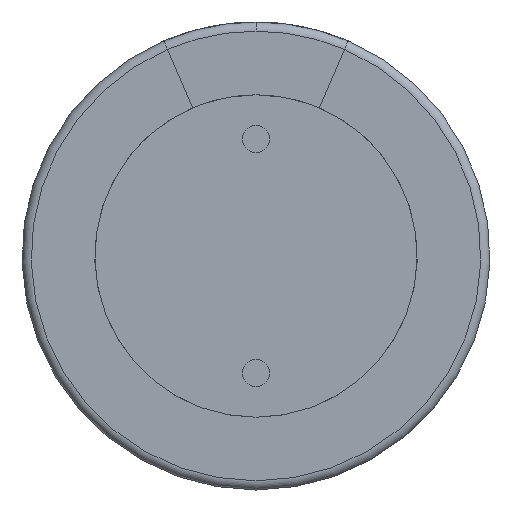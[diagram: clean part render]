
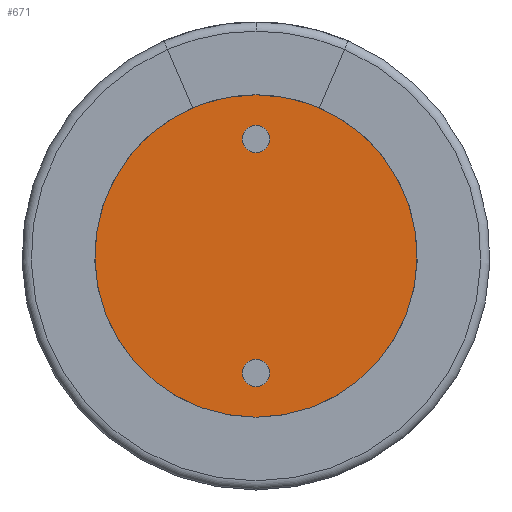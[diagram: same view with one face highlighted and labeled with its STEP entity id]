
A CAD part, front view. The second image highlights one B-rep face of the part: STEP entity #671.
In plain terms, the highlighted planar face has unit normal (0, -1, 0).
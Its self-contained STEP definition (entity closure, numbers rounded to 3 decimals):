
#159 = EDGE_CURVE ( 'NONE', #1696, #1369, #2104, .T. ) ;
#169 = DIRECTION ( 'NONE',  ( 0., -1., 0. ) ) ;
#190 = PLANE ( 'NONE',  #1201 ) ;
#299 = AXIS2_PLACEMENT_3D ( 'NONE', #1776, #169, #2040 ) ;
#385 = ORIENTED_EDGE ( 'NONE', *, *, #1949, .T. ) ;
#513 = VERTEX_POINT ( 'NONE', #3085 ) ;
#638 = CARTESIAN_POINT ( 'NONE',  ( 0., 0.6, 2.54 ) ) ;
#671 = ADVANCED_FACE ( 'NONE', ( #2096, #748, #1458 ), #190, .T. ) ;
#748 = FACE_OUTER_BOUND ( 'NONE', #1951, .T. ) ;
#807 = DIRECTION ( 'NONE',  ( 0., -1., 0. ) ) ;
#900 = DIRECTION ( 'NONE',  ( 0., 0., -1. ) ) ;
#930 = ORIENTED_EDGE ( 'NONE', *, *, #159, .F. ) ;
#999 = CARTESIAN_POINT ( 'NONE',  ( 0., 0.6, -2.54 ) ) ;
#1079 = CARTESIAN_POINT ( 'NONE',  ( 0., 0.6, 0. ) ) ;
#1096 = VERTEX_POINT ( 'NONE', #1222 ) ;
#1101 = EDGE_CURVE ( 'NONE', #1096, #2889, #3201, .T. ) ;
#1201 = AXIS2_PLACEMENT_3D ( 'NONE', #3156, #1530, #3418 ) ;
#1222 = CARTESIAN_POINT ( 'NONE',  ( 0., 0.6, 2.84 ) ) ;
#1249 = CIRCLE ( 'NONE', #3248, 3.5 ) ;
#1272 = DIRECTION ( 'NONE',  ( 0., 0., -1. ) ) ;
#1353 = DIRECTION ( 'NONE',  ( 0., 0., -1. ) ) ;
#1369 = VERTEX_POINT ( 'NONE', #2511 ) ;
#1458 = FACE_BOUND ( 'NONE', #3476, .T. ) ;
#1488 = CARTESIAN_POINT ( 'NONE',  ( 0., 0.6, -2.54 ) ) ;
#1530 = DIRECTION ( 'NONE',  ( 0., -1., 0. ) ) ;
#1546 = CARTESIAN_POINT ( 'NONE',  ( 0., 0.6, 2.24 ) ) ;
#1584 = ORIENTED_EDGE ( 'NONE', *, *, #2241, .F. ) ;
#1627 = ORIENTED_EDGE ( 'NONE', *, *, #1755, .F. ) ;
#1696 = VERTEX_POINT ( 'NONE', #2662 ) ;
#1755 = EDGE_CURVE ( 'NONE', #1369, #1696, #3038, .T. ) ;
#1767 = DIRECTION ( 'NONE',  ( 0., 0., -1. ) ) ;
#1776 = CARTESIAN_POINT ( 'NONE',  ( 0., 0.6, 2.54 ) ) ;
#1791 = EDGE_LOOP ( 'NONE', ( #1838, #1584 ) ) ;
#1838 = ORIENTED_EDGE ( 'NONE', *, *, #1101, .F. ) ;
#1839 = CIRCLE ( 'NONE', #2072, 0.3 ) ;
#1918 = VERTEX_POINT ( 'NONE', #2149 ) ;
#1949 = EDGE_CURVE ( 'NONE', #513, #1918, #2178, .T. ) ;
#1951 = EDGE_LOOP ( 'NONE', ( #2078, #385 ) ) ;
#2040 = DIRECTION ( 'NONE',  ( 0., 0., -1. ) ) ;
#2072 = AXIS2_PLACEMENT_3D ( 'NONE', #638, #2522, #900 ) ;
#2078 = ORIENTED_EDGE ( 'NONE', *, *, #3280, .T. ) ;
#2096 = FACE_BOUND ( 'NONE', #1791, .T. ) ;
#2104 = CIRCLE ( 'NONE', #2777, 0.3 ) ;
#2149 = CARTESIAN_POINT ( 'NONE',  ( 0., 0.6, -3.5 ) ) ;
#2178 = CIRCLE ( 'NONE', #2747, 3.5 ) ;
#2241 = EDGE_CURVE ( 'NONE', #2889, #1096, #1839, .T. ) ;
#2268 = AXIS2_PLACEMENT_3D ( 'NONE', #999, #2893, #1272 ) ;
#2422 = CARTESIAN_POINT ( 'NONE',  ( 0., 0.6, 0. ) ) ;
#2511 = CARTESIAN_POINT ( 'NONE',  ( 0., 0.6, -2.24 ) ) ;
#2522 = DIRECTION ( 'NONE',  ( 0., -1., 0. ) ) ;
#2662 = CARTESIAN_POINT ( 'NONE',  ( 0., 0.6, -2.84 ) ) ;
#2702 = DIRECTION ( 'NONE',  ( 0., 0., -1. ) ) ;
#2747 = AXIS2_PLACEMENT_3D ( 'NONE', #2422, #807, #2702 ) ;
#2777 = AXIS2_PLACEMENT_3D ( 'NONE', #1488, #3374, #1767 ) ;
#2889 = VERTEX_POINT ( 'NONE', #1546 ) ;
#2893 = DIRECTION ( 'NONE',  ( 0., -1., 0. ) ) ;
#2981 = DIRECTION ( 'NONE',  ( 0., -1., 0. ) ) ;
#3038 = CIRCLE ( 'NONE', #2268, 0.3 ) ;
#3085 = CARTESIAN_POINT ( 'NONE',  ( 0., 0.6, 3.5 ) ) ;
#3156 = CARTESIAN_POINT ( 'NONE',  ( 0., 0.6, 0. ) ) ;
#3201 = CIRCLE ( 'NONE', #299, 0.3 ) ;
#3248 = AXIS2_PLACEMENT_3D ( 'NONE', #1079, #2981, #1353 ) ;
#3280 = EDGE_CURVE ( 'NONE', #1918, #513, #1249, .T. ) ;
#3374 = DIRECTION ( 'NONE',  ( 0., -1., 0. ) ) ;
#3418 = DIRECTION ( 'NONE',  ( 0., 0., -1. ) ) ;
#3476 = EDGE_LOOP ( 'NONE', ( #1627, #930 ) ) ;
